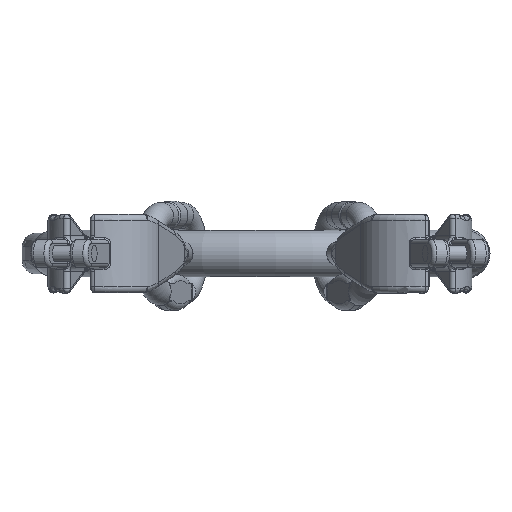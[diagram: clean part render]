
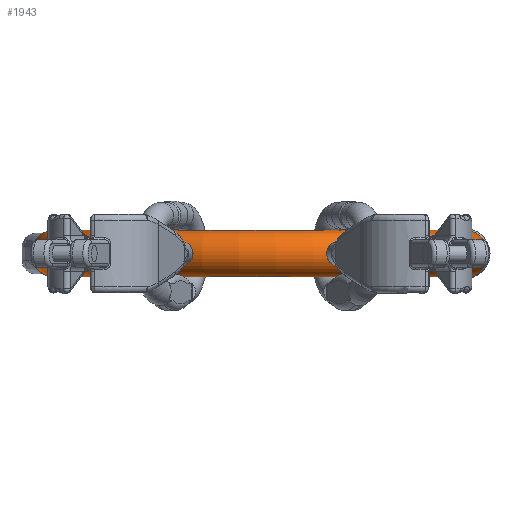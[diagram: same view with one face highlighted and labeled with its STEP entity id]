
A CAD part, front view. The second image highlights one B-rep face of the part: STEP entity #1943.
In plain terms, the highlighted toroidal (fillet/blend) face has major radius 101.5 mm and minor radius 11.5 mm.
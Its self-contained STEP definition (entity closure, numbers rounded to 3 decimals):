
#1864=TOROIDAL_SURFACE('',#17600,101.5,11.5);
#1943=ADVANCED_FACE('',(#6409,#6410),#1864,.T.);
#6409=FACE_BOUND('',#6499,.T.);
#6410=FACE_BOUND('',#6500,.T.);
#6499=EDGE_LOOP('',(#7630));
#6500=EDGE_LOOP('',(#7631));
#7630=ORIENTED_EDGE('',*,*,#14397,.T.);
#7631=ORIENTED_EDGE('',*,*,#14416,.F.);
#12789=VERTEX_POINT('',#22937);
#12808=VERTEX_POINT('',#23074);
#14397=EDGE_CURVE('',#12789,#12789,#16989,.T.);
#14416=EDGE_CURVE('',#12808,#12808,#16990,.T.);
#16989=CIRCLE('',#17586,11.5);
#16990=CIRCLE('',#17592,11.5);
#17586=AXIS2_PLACEMENT_3D('',#22936,#19033,#19034);
#17592=AXIS2_PLACEMENT_3D('',#23073,#19049,#19050);
#17600=AXIS2_PLACEMENT_3D('',#23086,#19065,#19066);
#19033=DIRECTION('',(0.,-1.,0.));
#19034=DIRECTION('',(1.,0.,0.));
#19049=DIRECTION('',(0.,1.,0.));
#19050=DIRECTION('',(-1.,0.,0.));
#19065=DIRECTION('',(0.,0.,1.));
#19066=DIRECTION('',(1.,0.,0.));
#22936=CARTESIAN_POINT('',(-101.5,-80.,0.));
#22937=CARTESIAN_POINT('',(-90.,-80.,0.));
#23073=CARTESIAN_POINT('',(101.5,-80.,0.));
#23074=CARTESIAN_POINT('',(90.,-80.,0.));
#23086=CARTESIAN_POINT('',(0.,-80.,0.));
